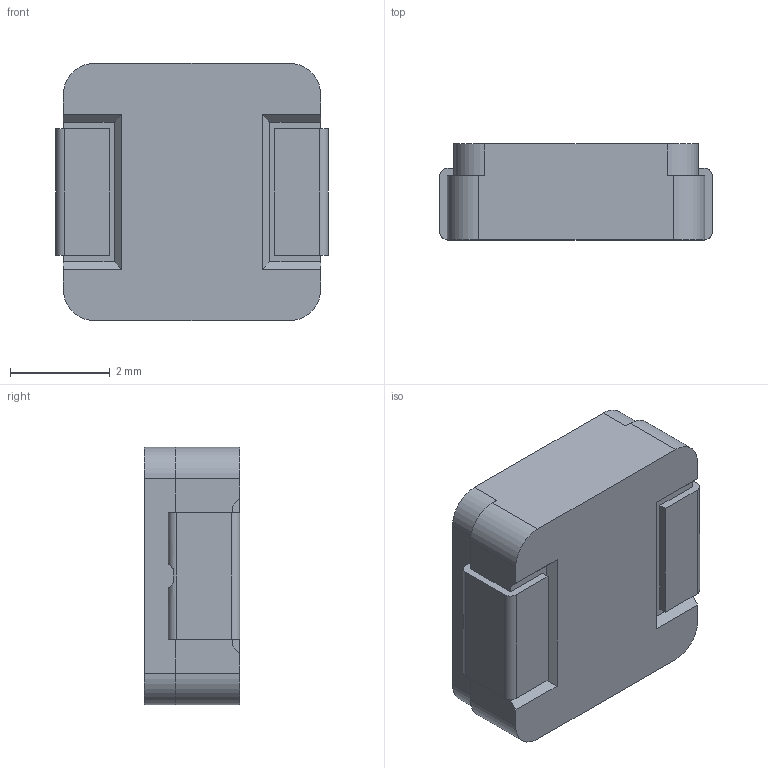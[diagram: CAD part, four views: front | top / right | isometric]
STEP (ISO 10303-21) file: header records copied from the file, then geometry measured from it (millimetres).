
FILE_DESCRIPTION(('STEP AP203'),'1');
FILE_NAME('70205431.stp','2021-02-17T08:43:43',('TraceParts'),('TraceParts S.A.'),'Spatial InterOp 3D',' ',' ');
FILE_SCHEMA(('CONFIG_CONTROL_DESIGN'));
Length unit declared in the file: millimetre
Products named in the file (1): 1
Bounding box: 5.45 x 1.92 x 5.15 mm (x, y, z)
Volume: 50.2 mm3; surface area: 93.2 mm2
Topology: 1 solids, 1 shells, 66 faces, 188 edges, 124 vertices
Faces by surface type: plane 46, cylinder 16, bspline 4
Entity records: 2252 total; most frequent: CARTESIAN_POINT 507, ORIENTED_EDGE 376, DIRECTION 326, EDGE_CURVE 188, LINE 136, VECTOR 136, VERTEX_POINT 124, AXIS2_PLACEMENT_3D 95
